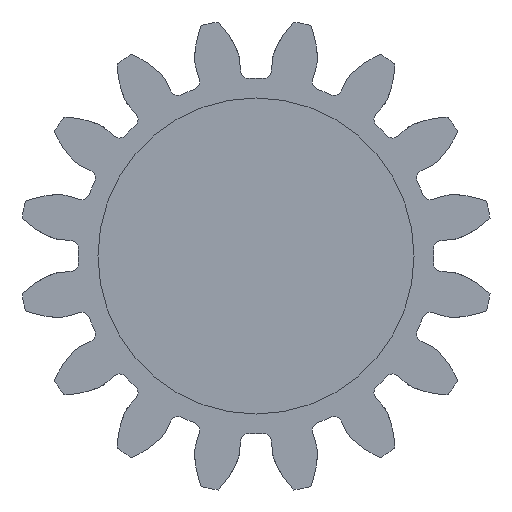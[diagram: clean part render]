
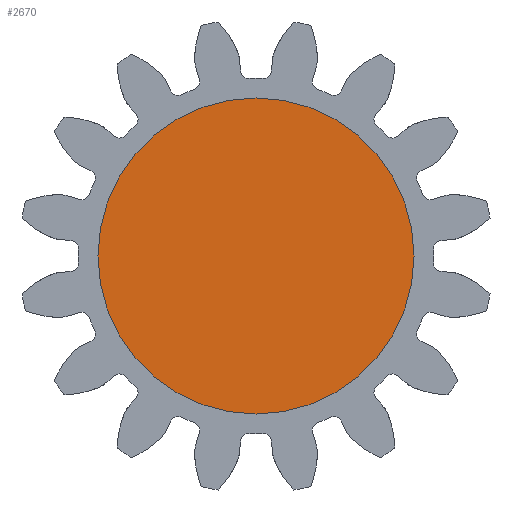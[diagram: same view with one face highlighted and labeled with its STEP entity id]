
A CAD part, front view. The second image highlights one B-rep face of the part: STEP entity #2670.
In plain terms, the highlighted planar face has unit normal (0, -1, 0).
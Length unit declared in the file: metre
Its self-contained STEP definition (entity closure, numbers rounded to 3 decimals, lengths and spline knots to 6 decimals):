
#1224=ORIENTED_EDGE('',*,*,#1754,.T.);
#1754=EDGE_CURVE('',#2068,#2068,#2238,.T.);
#2068=VERTEX_POINT('',#7171);
#2238=CIRCLE('',#2921,0.003);
#2341=EDGE_LOOP('',(#1224));
#2485=FACE_BOUND('',#2341,.T.);
#2529=PLANE('',#2922);
#2670=ADVANCED_FACE('',(#2485),#2529,.T.);
#2921=AXIS2_PLACEMENT_3D('',#7170,#3494,#3495);
#2922=AXIS2_PLACEMENT_3D('',#7172,#3496,#3497);
#3494=DIRECTION('',(0.,-1.,0.));
#3495=DIRECTION('',(0.,0.,-1.));
#3496=DIRECTION('',(0.,-1.,0.));
#3497=DIRECTION('',(1.,0.,0.));
#7170=CARTESIAN_POINT('',(0.,-0.01,0.));
#7171=CARTESIAN_POINT('',(0.,-0.01,-0.003));
#7172=CARTESIAN_POINT('',(0.,-0.01,0.));
